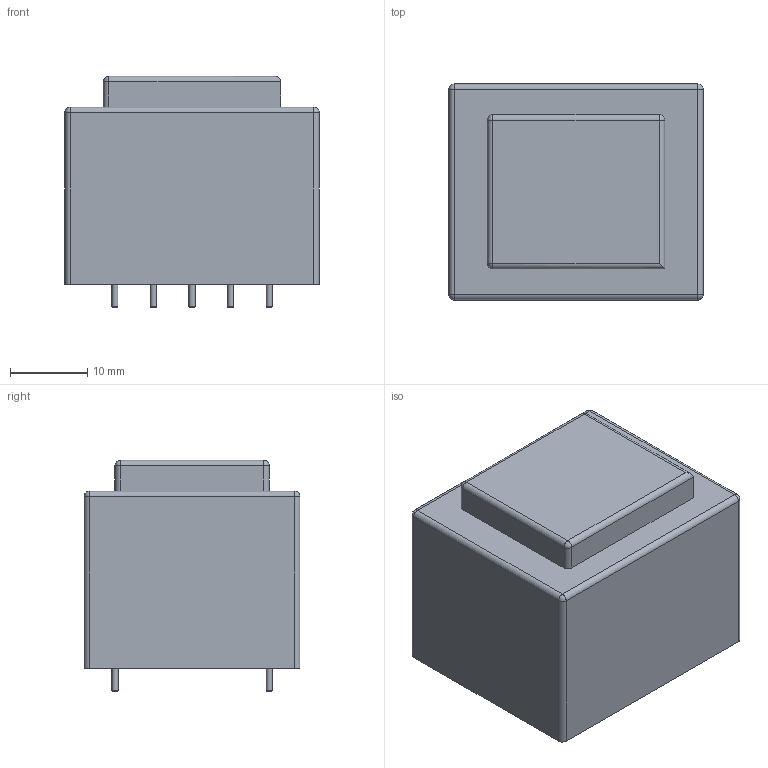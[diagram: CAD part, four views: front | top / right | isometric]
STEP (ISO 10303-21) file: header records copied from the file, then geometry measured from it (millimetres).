
FILE_DESCRIPTION(/* description */ ('Alibre Inc.'),/* implementation_level */ '2;1');
FILE_NAME(/* name */ 'export0',/* time_stamp */ '2013-08-31T15:30:30+03:00',/* author */ (''),/* organization */ (''),/* preprocessor_version */ 'ST-DEVELOPER v14',/* originating_system */ 'Alibre',/* authorisation */ '');
FILE_SCHEMA (('AUTOMOTIVE_DESIGN'));
Length unit declared in the file: centimetre
Bounding box: 33 x 28.01 x 30 mm (x, y, z)
Volume: 23073.6 mm3; surface area: 4971.9 mm2
Topology: 1 solids, 1 shells, 223 faces, 564 edges, 361 vertices
Faces by surface type: plane 103, bspline 80, cylinder 24, cone 9, sphere 7
Full cylindrical faces by diameter (mm): 0.8 x9
Entity records: 6733 total; most frequent: CARTESIAN_POINT 1840, ORIENTED_EDGE 1078, DIRECTION 615, EDGE_CURVE 539, VERTEX_POINT 361, VECTOR 323, LINE 323, EDGE_LOOP 266
